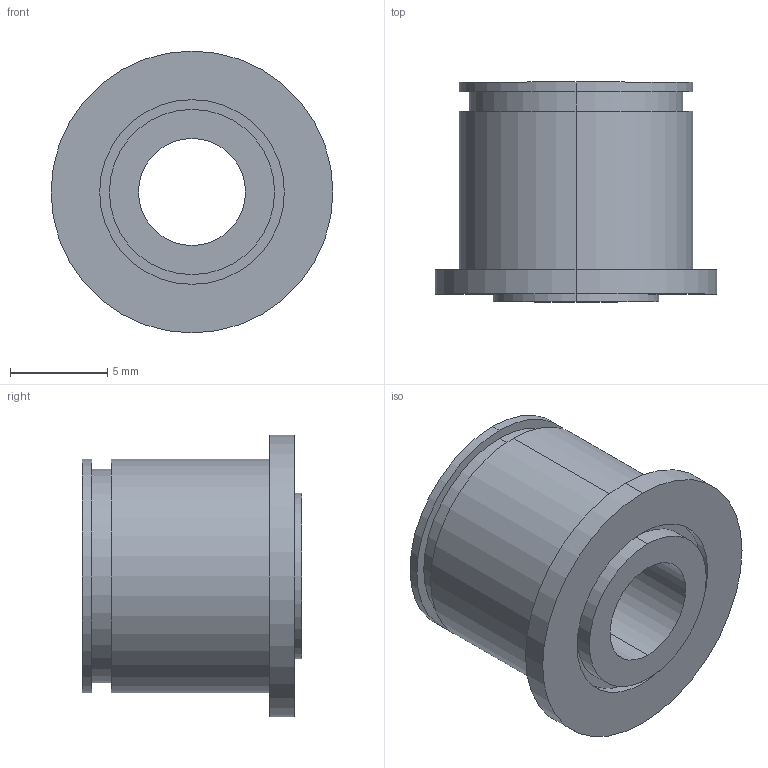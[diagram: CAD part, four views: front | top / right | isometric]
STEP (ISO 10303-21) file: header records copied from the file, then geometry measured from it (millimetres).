
FILE_DESCRIPTION (( 'STEP AP214' ), '1' );
FILE_NAME ('rolamento flangeado 12.STEP', '2020-08-23T23:41:34', ( '' ), ( '' ), 'SwSTEP 2.0', 'SolidWorks 2018', '' );
FILE_SCHEMA (( 'AUTOMOTIVE_DESIGN' ));
Length unit declared in the file: millimetre
Products named in the file (1): rolamento flangeado 12
Bounding box: 14.5 x 11.3 x 14.5 mm (x, y, z)
Volume: 955.6 mm3; surface area: 1036.8 mm2
Topology: 1 solids, 1 shells, 27 faces, 54 edges, 36 vertices
Faces by surface type: cylinder 18, plane 9
Entity records: 762 total; most frequent: DIRECTION 146, CARTESIAN_POINT 118, ORIENTED_EDGE 108, AXIS2_PLACEMENT_3D 64, EDGE_CURVE 54, CIRCLE 36, VERTEX_POINT 36, EDGE_LOOP 36
